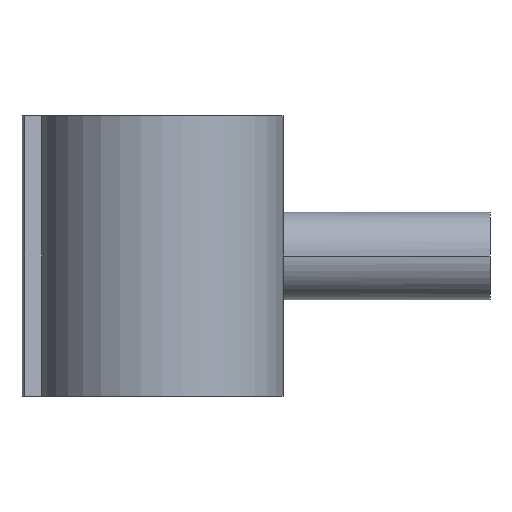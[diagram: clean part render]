
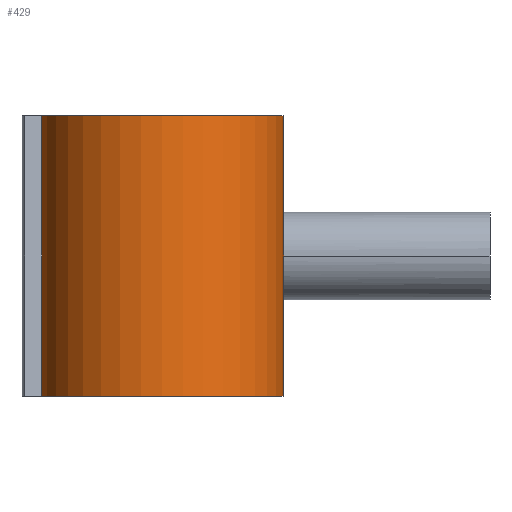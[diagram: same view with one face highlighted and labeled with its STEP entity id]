
A CAD part, front view. The second image highlights one B-rep face of the part: STEP entity #429.
In plain terms, the highlighted cylindrical face has radius 55.667 mm (diameter 111.333 mm), a partial arc.
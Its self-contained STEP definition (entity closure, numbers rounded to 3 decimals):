
#225 = VERTEX_POINT( '', #614 );
#239 = EDGE_CURVE( '', #293, #485, #628, .T. );
#265 = VERTEX_POINT( '', #655 );
#293 = VERTEX_POINT( '', #687 );
#383 = EDGE_CURVE( '', #485, #225, #786, .T. );
#385 = EDGE_CURVE( '', #293, #265, #788, .T. );
#429 = ADVANCED_FACE( '', ( #837 ), #838, .T. );
#443 = EDGE_CURVE( '', #225, #265, #853, .T. );
#485 = VERTEX_POINT( '', #898 );
#614 = CARTESIAN_POINT( '', ( 54.833, 9.6, -64. ) );
#628 = LINE( '', #1078, #1079 );
#655 = CARTESIAN_POINT( '', ( 54.833, 9.6, 64. ) );
#687 = CARTESIAN_POINT( '', ( -54.833, -9.6, 64. ) );
#786 = CIRCLE( '', #1614, 55.667 );
#788 = CIRCLE( '', #1617, 55.667 );
#837 = FACE_OUTER_BOUND( '', #1772, .T. );
#838 = CYLINDRICAL_SURFACE( '', #1773, 55.667 );
#853 = LINE( '', #1796, #1797 );
#898 = CARTESIAN_POINT( '', ( -54.833, -9.6, -64. ) );
#1078 = CARTESIAN_POINT( '', ( -54.833, -9.6, 64. ) );
#1079 = VECTOR( '', #2120, 1. );
#1614 = AXIS2_PLACEMENT_3D( '', #2315, #2316, #2317 );
#1617 = AXIS2_PLACEMENT_3D( '', #2318, #2319, #2320 );
#1772 = EDGE_LOOP( '', ( #2382, #2383, #2384, #2385 ) );
#1773 = AXIS2_PLACEMENT_3D( '', #2386, #2387, #2388 );
#1796 = CARTESIAN_POINT( '', ( 54.833, 9.6, 64. ) );
#1797 = VECTOR( '', #2403, 1. );
#2120 = DIRECTION( '', ( 0., 0., -1. ) );
#2315 = CARTESIAN_POINT( '', ( 0., 0., -64. ) );
#2316 = DIRECTION( '', ( 0., 0., 1. ) );
#2317 = DIRECTION( '', ( -0.985, -0.172, 0. ) );
#2318 = CARTESIAN_POINT( '', ( 0., 0., 64. ) );
#2319 = DIRECTION( '', ( 0., 0., 1. ) );
#2320 = DIRECTION( '', ( -0.985, -0.172, 0. ) );
#2382 = ORIENTED_EDGE( '', *, *, #443, .T. );
#2383 = ORIENTED_EDGE( '', *, *, #385, .F. );
#2384 = ORIENTED_EDGE( '', *, *, #239, .T. );
#2385 = ORIENTED_EDGE( '', *, *, #383, .T. );
#2386 = CARTESIAN_POINT( '', ( 0., 0., 64. ) );
#2387 = DIRECTION( '', ( 0., 0., 1. ) );
#2388 = DIRECTION( '', ( -0.985, -0.172, 0. ) );
#2403 = DIRECTION( '', ( 0., 0., 1. ) );
